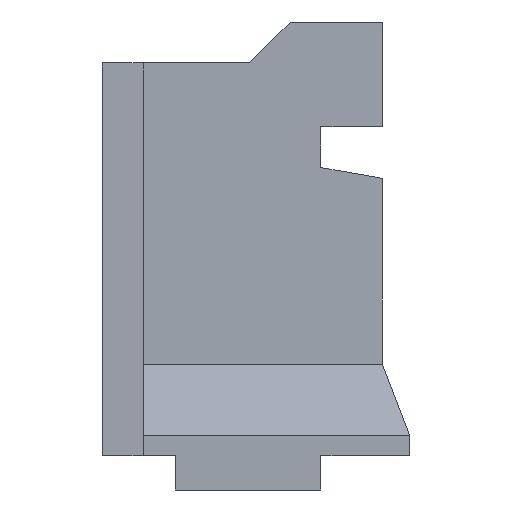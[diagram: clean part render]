
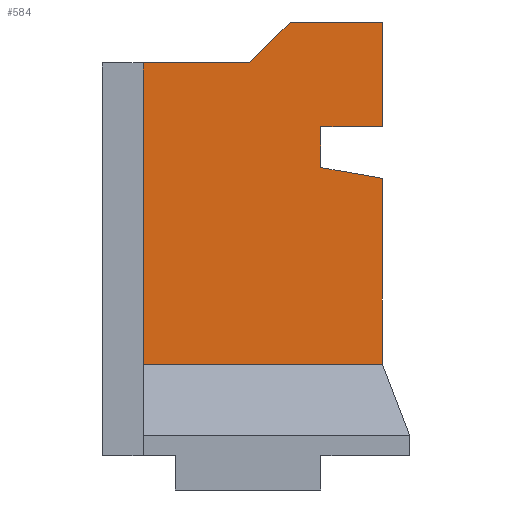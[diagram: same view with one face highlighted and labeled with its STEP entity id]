
A CAD part, left-side view. The second image highlights one B-rep face of the part: STEP entity #584.
In plain terms, the highlighted planar face has unit normal (-1, 0, 0).
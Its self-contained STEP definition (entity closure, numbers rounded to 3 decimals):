
#322 = EDGE_CURVE ( 'NONE', #365, #374, #1365, .T. ) ;
#323 = ORIENTED_EDGE ( 'NONE', *, *, #382, .F. ) ;
#324 = ORIENTED_EDGE ( 'NONE', *, *, #389, .T. ) ;
#325 = VERTEX_POINT ( 'NONE', #1361 ) ;
#326 = ORIENTED_EDGE ( 'NONE', *, *, #328, .F. ) ;
#327 = VERTEX_POINT ( 'NONE', #1360 ) ;
#328 = EDGE_CURVE ( 'NONE', #327, #325, #1359, .T. ) ;
#363 = EDGE_CURVE ( 'NONE', #325, #367, #1436, .T. ) ;
#365 = VERTEX_POINT ( 'NONE', #1432 ) ;
#366 = ORIENTED_EDGE ( 'NONE', *, *, #402, .F. ) ;
#367 = VERTEX_POINT ( 'NONE', #1431 ) ;
#368 = VERTEX_POINT ( 'NONE', #1430 ) ;
#369 = VERTEX_POINT ( 'NONE', #1429 ) ;
#374 = VERTEX_POINT ( 'NONE', #1420 ) ;
#375 = VERTEX_POINT ( 'NONE', #1419 ) ;
#382 = EDGE_CURVE ( 'NONE', #375, #365, #1406, .T. ) ;
#385 = EDGE_CURVE ( 'NONE', #369, #390, #1468, .T. ) ;
#389 = EDGE_CURVE ( 'NONE', #327, #390, #1459, .T. ) ;
#390 = VERTEX_POINT ( 'NONE', #1455 ) ;
#392 = ORIENTED_EDGE ( 'NONE', *, *, #393, .F. ) ;
#393 = EDGE_CURVE ( 'NONE', #368, #375, #1454, .T. ) ;
#394 = ORIENTED_EDGE ( 'NONE', *, *, #385, .F. ) ;
#397 = ORIENTED_EDGE ( 'NONE', *, *, #322, .F. ) ;
#402 = EDGE_CURVE ( 'NONE', #445, #369, #1501, .T. ) ;
#403 = ORIENTED_EDGE ( 'NONE', *, *, #404, .F. ) ;
#404 = EDGE_CURVE ( 'NONE', #367, #368, #1497, .T. ) ;
#405 = ORIENTED_EDGE ( 'NONE', *, *, #363, .F. ) ;
#440 = EDGE_CURVE ( 'NONE', #374, #445, #1552, .T. ) ;
#441 = ORIENTED_EDGE ( 'NONE', *, *, #440, .F. ) ;
#445 = VERTEX_POINT ( 'NONE', #1547 ) ;
#584 = ADVANCED_FACE ( 'NONE', ( #1798 ), #1797, .F. ) ;
#607 = EDGE_LOOP ( 'NONE', ( #326, #324, #394, #366, #441, #397, #323, #392, #403, #405 ) ) ;
#1356 = DIRECTION ( 'NONE',  ( 0., 0., 1. ) ) ;
#1357 = VECTOR ( 'NONE', #1356, 1000. ) ;
#1358 = CARTESIAN_POINT ( 'NONE',  ( -8.55, 4.475, -1.586 ) ) ;
#1359 = LINE ( 'NONE', #1358, #1357 ) ;
#1360 = CARTESIAN_POINT ( 'NONE',  ( -8.55, 4.475, -1.586 ) ) ;
#1361 = CARTESIAN_POINT ( 'NONE',  ( -8.55, 4.475, 2.825 ) ) ;
#1362 = DIRECTION ( 'NONE',  ( 0., 1., 0. ) ) ;
#1363 = VECTOR ( 'NONE', #1362, 1000. ) ;
#1364 = CARTESIAN_POINT ( 'NONE',  ( -8.55, 1.875, 1.895 ) ) ;
#1365 = LINE ( 'NONE', #1364, #1363 ) ;
#1403 = DIRECTION ( 'NONE',  ( 0., 0., -1. ) ) ;
#1404 = VECTOR ( 'NONE', #1403, 1000. ) ;
#1405 = CARTESIAN_POINT ( 'NONE',  ( -8.55, 0.975, 1.895 ) ) ;
#1406 = LINE ( 'NONE', #1405, #1404 ) ;
#1419 = CARTESIAN_POINT ( 'NONE',  ( -8.55, 0.975, 3.425 ) ) ;
#1420 = CARTESIAN_POINT ( 'NONE',  ( -8.55, 1.875, 1.895 ) ) ;
#1429 = CARTESIAN_POINT ( 'NONE',  ( -8.55, 0.975, 1.136 ) ) ;
#1430 = CARTESIAN_POINT ( 'NONE',  ( -8.55, 2.325, 3.425 ) ) ;
#1431 = CARTESIAN_POINT ( 'NONE',  ( -8.55, 2.925, 2.825 ) ) ;
#1432 = CARTESIAN_POINT ( 'NONE',  ( -8.55, 0.975, 1.895 ) ) ;
#1433 = DIRECTION ( 'NONE',  ( 0., -1., 0. ) ) ;
#1434 = VECTOR ( 'NONE', #1433, 1000. ) ;
#1435 = CARTESIAN_POINT ( 'NONE',  ( -8.55, 2.925, 2.825 ) ) ;
#1436 = LINE ( 'NONE', #1435, #1434 ) ;
#1451 = DIRECTION ( 'NONE',  ( 0., -1., 0. ) ) ;
#1452 = VECTOR ( 'NONE', #1451, 1000. ) ;
#1453 = CARTESIAN_POINT ( 'NONE',  ( -8.55, 5.075, 3.425 ) ) ;
#1454 = LINE ( 'NONE', #1453, #1452 ) ;
#1455 = CARTESIAN_POINT ( 'NONE',  ( -8.55, 0.975, -1.586 ) ) ;
#1456 = DIRECTION ( 'NONE',  ( 0., -1., 0. ) ) ;
#1457 = VECTOR ( 'NONE', #1456, 1000. ) ;
#1458 = CARTESIAN_POINT ( 'NONE',  ( -8.55, 5.075, -1.586 ) ) ;
#1459 = LINE ( 'NONE', #1458, #1457 ) ;
#1465 = DIRECTION ( 'NONE',  ( 0., 0., -1. ) ) ;
#1466 = VECTOR ( 'NONE', #1465, 1000. ) ;
#1467 = CARTESIAN_POINT ( 'NONE',  ( -8.55, 0.975, -0.138 ) ) ;
#1468 = LINE ( 'NONE', #1467, #1466 ) ;
#1494 = DIRECTION ( 'NONE',  ( 0., -0.707, 0.707 ) ) ;
#1495 = VECTOR ( 'NONE', #1494, 1000. ) ;
#1496 = CARTESIAN_POINT ( 'NONE',  ( -8.55, 2.325, 3.425 ) ) ;
#1497 = LINE ( 'NONE', #1496, #1495 ) ;
#1498 = DIRECTION ( 'NONE',  ( 0., -0.985, -0.174 ) ) ;
#1499 = VECTOR ( 'NONE', #1498, 1000. ) ;
#1500 = CARTESIAN_POINT ( 'NONE',  ( -8.55, 0.975, 1.136 ) ) ;
#1501 = LINE ( 'NONE', #1500, #1499 ) ;
#1547 = CARTESIAN_POINT ( 'NONE',  ( -8.55, 1.875, 1.295 ) ) ;
#1549 = DIRECTION ( 'NONE',  ( 0., 0., -1. ) ) ;
#1550 = VECTOR ( 'NONE', #1549, 1000. ) ;
#1551 = CARTESIAN_POINT ( 'NONE',  ( -8.55, 1.875, 1.295 ) ) ;
#1552 = LINE ( 'NONE', #1551, #1550 ) ;
#1795 = CARTESIAN_POINT ( 'NONE',  ( -8.55, 5.075, -1.586 ) ) ;
#1796 = AXIS2_PLACEMENT_3D ( 'NONE', #1795, #1855, #1854 ) ;
#1797 = PLANE ( 'NONE',  #1796 ) ;
#1798 = FACE_OUTER_BOUND ( 'NONE', #607, .T. ) ;
#1854 = DIRECTION ( 'NONE',  ( 0., 0., -1. ) ) ;
#1855 = DIRECTION ( 'NONE',  ( 1., 0., 0. ) ) ;
